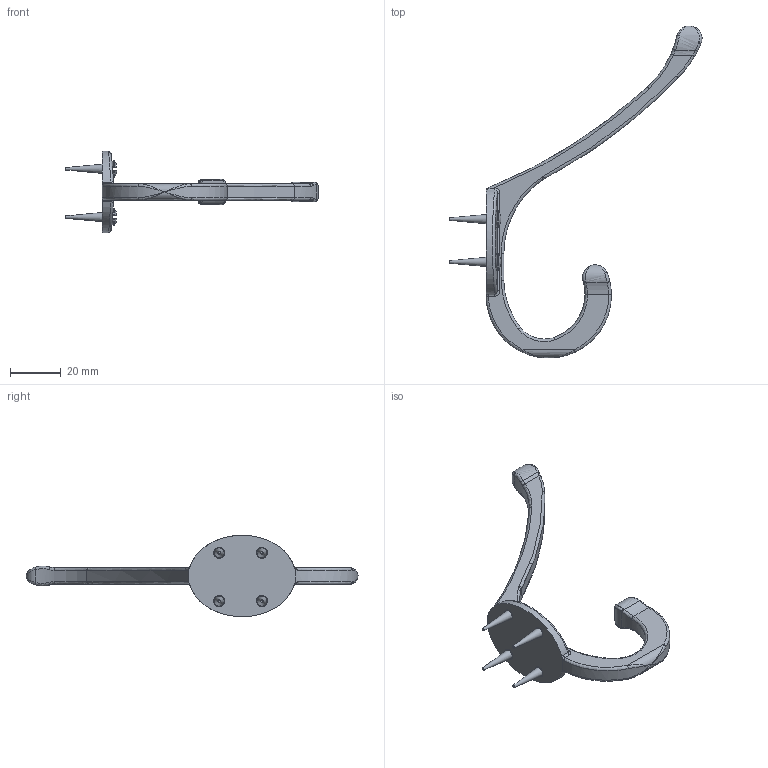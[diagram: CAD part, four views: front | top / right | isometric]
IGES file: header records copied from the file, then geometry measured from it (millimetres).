
Global section: file name: P3159; native system: Autodesk Inventor 2018; preprocessor: unknown; author: ashami; date: 20180911.113205; units: millimetre
Bounding box: 99.19 x 130.64 x 32 mm (x, y, z)
Volume: 14600.8 mm3; surface area: 8551 mm2
Topology: 5 solids, 5 shells, 150 faces, 372 edges, 222 vertices
Faces by surface type: bspline 150
